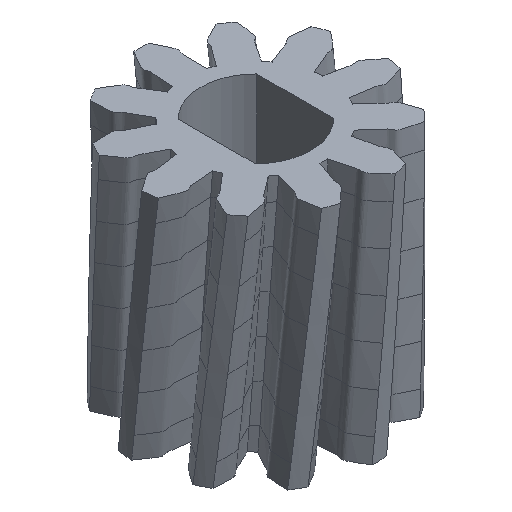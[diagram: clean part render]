
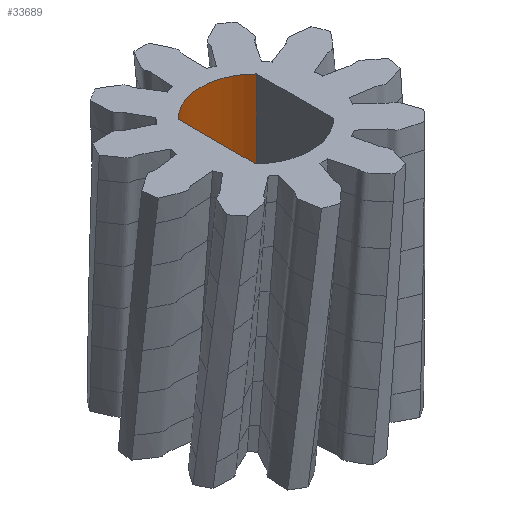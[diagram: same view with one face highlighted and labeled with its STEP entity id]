
A CAD part, isometric view. The second image highlights one B-rep face of the part: STEP entity #33689.
In plain terms, the highlighted cylindrical face has radius 1.75 mm (diameter 3.5 mm), a partial arc.
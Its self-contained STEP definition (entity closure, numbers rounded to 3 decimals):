
#45 = PLANE('',#46);
#46 = AXIS2_PLACEMENT_3D('',#47,#48,#49);
#47 = CARTESIAN_POINT('',(0.,0.,3.8));
#48 = DIRECTION('',(0.,0.,1.));
#49 = DIRECTION('',(1.,0.,0.));
#466 = PLANE('',#467);
#467 = AXIS2_PLACEMENT_3D('',#468,#469,#470);
#468 = CARTESIAN_POINT('',(0.,0.,-3.8));
#469 = DIRECTION('',(0.,0.,1.));
#470 = DIRECTION('',(1.,0.,0.));
#12665 = EDGE_CURVE('',#12666,#12668,#12670,.T.);
#12666 = VERTEX_POINT('',#12667);
#12667 = CARTESIAN_POINT('',(1.25,1.225,3.8));
#12668 = VERTEX_POINT('',#12669);
#12669 = CARTESIAN_POINT('',(-1.25,1.225,3.8));
#12670 = SURFACE_CURVE('',#12671,(#12676,#12683),.PCURVE_S1.);
#12671 = CIRCLE('',#12672,1.75);
#12672 = AXIS2_PLACEMENT_3D('',#12673,#12674,#12675);
#12673 = CARTESIAN_POINT('',(0.,0.,3.8));
#12674 = DIRECTION('',(0.,0.,1.));
#12675 = DIRECTION('',(1.,0.,-0.));
#12676 = PCURVE('',#45,#12677);
#12677 = DEFINITIONAL_REPRESENTATION('',(#12678),#12682);
#12678 = CIRCLE('',#12679,1.75);
#12679 = AXIS2_PLACEMENT_2D('',#12680,#12681);
#12680 = CARTESIAN_POINT('',(0.,0.));
#12681 = DIRECTION('',(1.,0.));
#12682 = ( GEOMETRIC_REPRESENTATION_CONTEXT(2) 
PARAMETRIC_REPRESENTATION_CONTEXT() REPRESENTATION_CONTEXT('2D SPACE',''
  ) );
#12683 = PCURVE('',#12684,#12689);
#12684 = CYLINDRICAL_SURFACE('',#12685,1.75);
#12685 = AXIS2_PLACEMENT_3D('',#12686,#12687,#12688);
#12686 = CARTESIAN_POINT('',(0.,0.,-4.3));
#12687 = DIRECTION('',(0.,0.,1.));
#12688 = DIRECTION('',(1.,0.,0.));
#12689 = DEFINITIONAL_REPRESENTATION('',(#12690),#12694);
#12690 = LINE('',#12691,#12692);
#12691 = CARTESIAN_POINT('',(0.,8.1));
#12692 = VECTOR('',#12693,1.);
#12693 = DIRECTION('',(1.,0.));
#12694 = ( GEOMETRIC_REPRESENTATION_CONTEXT(2) 
PARAMETRIC_REPRESENTATION_CONTEXT() REPRESENTATION_CONTEXT('2D SPACE',''
  ) );
#12712 = PLANE('',#12713);
#12713 = AXIS2_PLACEMENT_3D('',#12714,#12715,#12716);
#12714 = CARTESIAN_POINT('',(1.25,-1.225,-3.8));
#12715 = DIRECTION('',(1.,0.,0.));
#12716 = DIRECTION('',(0.,0.,1.));
#12767 = PLANE('',#12768);
#12768 = AXIS2_PLACEMENT_3D('',#12769,#12770,#12771);
#12769 = CARTESIAN_POINT('',(-1.25,-1.225,-3.8));
#12770 = DIRECTION('',(1.,0.,0.));
#12771 = DIRECTION('',(0.,0.,1.));
#24925 = EDGE_CURVE('',#24926,#24928,#24930,.T.);
#24926 = VERTEX_POINT('',#24927);
#24927 = CARTESIAN_POINT('',(1.25,1.225,-3.8));
#24928 = VERTEX_POINT('',#24929);
#24929 = CARTESIAN_POINT('',(-1.25,1.225,-3.8));
#24930 = SURFACE_CURVE('',#24931,(#24936,#24943),.PCURVE_S1.);
#24931 = CIRCLE('',#24932,1.75);
#24932 = AXIS2_PLACEMENT_3D('',#24933,#24934,#24935);
#24933 = CARTESIAN_POINT('',(0.,0.,-3.8));
#24934 = DIRECTION('',(0.,0.,1.));
#24935 = DIRECTION('',(1.,0.,-0.));
#24936 = PCURVE('',#466,#24937);
#24937 = DEFINITIONAL_REPRESENTATION('',(#24938),#24942);
#24938 = CIRCLE('',#24939,1.75);
#24939 = AXIS2_PLACEMENT_2D('',#24940,#24941);
#24940 = CARTESIAN_POINT('',(0.,0.));
#24941 = DIRECTION('',(1.,0.));
#24942 = ( GEOMETRIC_REPRESENTATION_CONTEXT(2) 
PARAMETRIC_REPRESENTATION_CONTEXT() REPRESENTATION_CONTEXT('2D SPACE',''
  ) );
#24943 = PCURVE('',#12684,#24944);
#24944 = DEFINITIONAL_REPRESENTATION('',(#24945),#24949);
#24945 = LINE('',#24946,#24947);
#24946 = CARTESIAN_POINT('',(0.,0.5));
#24947 = VECTOR('',#24948,1.);
#24948 = DIRECTION('',(1.,0.));
#24949 = ( GEOMETRIC_REPRESENTATION_CONTEXT(2) 
PARAMETRIC_REPRESENTATION_CONTEXT() REPRESENTATION_CONTEXT('2D SPACE',''
  ) );
#33689 = ADVANCED_FACE('',(#33690),#12684,.F.);
#33690 = FACE_BOUND('',#33691,.F.);
#33691 = EDGE_LOOP('',(#33692,#33693,#33714,#33715));
#33692 = ORIENTED_EDGE('',*,*,#12665,.F.);
#33693 = ORIENTED_EDGE('',*,*,#33694,.F.);
#33694 = EDGE_CURVE('',#24926,#12666,#33695,.T.);
#33695 = SURFACE_CURVE('',#33696,(#33700,#33707),.PCURVE_S1.);
#33696 = LINE('',#33697,#33698);
#33697 = CARTESIAN_POINT('',(1.25,1.225,-3.8));
#33698 = VECTOR('',#33699,1.);
#33699 = DIRECTION('',(0.,0.,1.));
#33700 = PCURVE('',#12684,#33701);
#33701 = DEFINITIONAL_REPRESENTATION('',(#33702),#33706);
#33702 = LINE('',#33703,#33704);
#33703 = CARTESIAN_POINT('',(0.775,0.5));
#33704 = VECTOR('',#33705,1.);
#33705 = DIRECTION('',(0.,1.));
#33706 = ( GEOMETRIC_REPRESENTATION_CONTEXT(2) 
PARAMETRIC_REPRESENTATION_CONTEXT() REPRESENTATION_CONTEXT('2D SPACE',''
  ) );
#33707 = PCURVE('',#12712,#33708);
#33708 = DEFINITIONAL_REPRESENTATION('',(#33709),#33713);
#33709 = LINE('',#33710,#33711);
#33710 = CARTESIAN_POINT('',(0.,-2.449));
#33711 = VECTOR('',#33712,1.);
#33712 = DIRECTION('',(1.,0.));
#33713 = ( GEOMETRIC_REPRESENTATION_CONTEXT(2) 
PARAMETRIC_REPRESENTATION_CONTEXT() REPRESENTATION_CONTEXT('2D SPACE',''
  ) );
#33714 = ORIENTED_EDGE('',*,*,#24925,.T.);
#33715 = ORIENTED_EDGE('',*,*,#33716,.T.);
#33716 = EDGE_CURVE('',#24928,#12668,#33717,.T.);
#33717 = SURFACE_CURVE('',#33718,(#33722,#33729),.PCURVE_S1.);
#33718 = LINE('',#33719,#33720);
#33719 = CARTESIAN_POINT('',(-1.25,1.225,-3.8));
#33720 = VECTOR('',#33721,1.);
#33721 = DIRECTION('',(0.,0.,1.));
#33722 = PCURVE('',#12684,#33723);
#33723 = DEFINITIONAL_REPRESENTATION('',(#33724),#33728);
#33724 = LINE('',#33725,#33726);
#33725 = CARTESIAN_POINT('',(2.366,0.5));
#33726 = VECTOR('',#33727,1.);
#33727 = DIRECTION('',(0.,1.));
#33728 = ( GEOMETRIC_REPRESENTATION_CONTEXT(2) 
PARAMETRIC_REPRESENTATION_CONTEXT() REPRESENTATION_CONTEXT('2D SPACE',''
  ) );
#33729 = PCURVE('',#12767,#33730);
#33730 = DEFINITIONAL_REPRESENTATION('',(#33731),#33735);
#33731 = LINE('',#33732,#33733);
#33732 = CARTESIAN_POINT('',(0.,-2.449));
#33733 = VECTOR('',#33734,1.);
#33734 = DIRECTION('',(1.,0.));
#33735 = ( GEOMETRIC_REPRESENTATION_CONTEXT(2) 
PARAMETRIC_REPRESENTATION_CONTEXT() REPRESENTATION_CONTEXT('2D SPACE',''
  ) );
